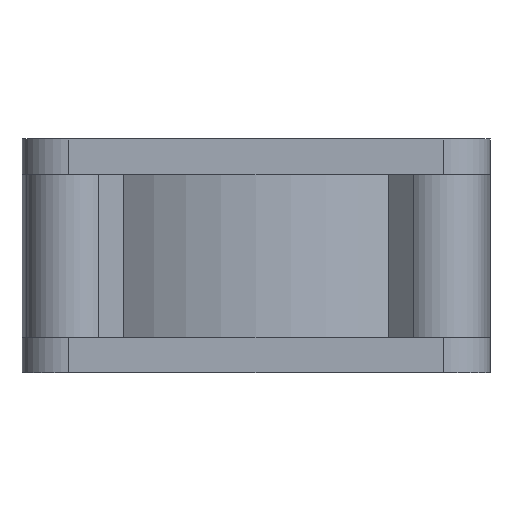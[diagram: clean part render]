
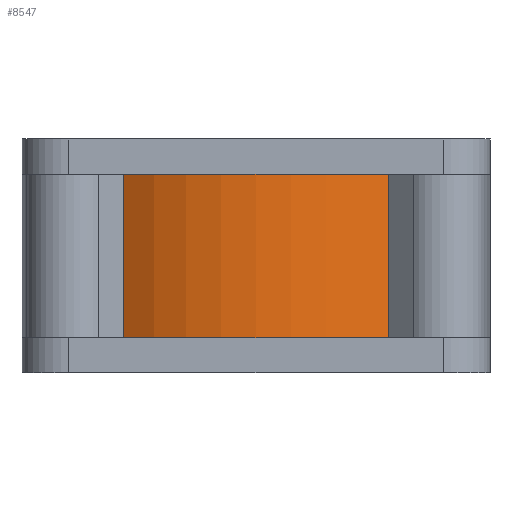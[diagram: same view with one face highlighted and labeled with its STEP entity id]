
A CAD part, front view. The second image highlights one B-rep face of the part: STEP entity #8547.
In plain terms, the highlighted cylindrical face has radius 20 mm (diameter 40 mm), a partial arc.
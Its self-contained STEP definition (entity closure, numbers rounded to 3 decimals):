
#332 = VECTOR ( 'NONE', #1656, 1000. ) ;
#525 = DIRECTION ( 'NONE',  ( 0., 0., -1. ) ) ;
#588 = ORIENTED_EDGE ( 'NONE', *, *, #721, .F. ) ;
#721 = EDGE_CURVE ( 'NONE', #8860, #1928, #10893, .T. ) ;
#962 = CARTESIAN_POINT ( 'NONE',  ( 11.366, -16.457, 17. ) ) ;
#1035 = ORIENTED_EDGE ( 'NONE', *, *, #10131, .T. ) ;
#1133 = CIRCLE ( 'NONE', #7323, 20. ) ;
#1562 = DIRECTION ( 'NONE',  ( 0., 0., -1. ) ) ;
#1656 = DIRECTION ( 'NONE',  ( 0., 0., -1. ) ) ;
#1691 = AXIS2_PLACEMENT_3D ( 'NONE', #8373, #3351, #5936 ) ;
#1928 = VERTEX_POINT ( 'NONE', #2662 ) ;
#2218 = CARTESIAN_POINT ( 'NONE',  ( 11.366, -16.457, 3. ) ) ;
#2285 = DIRECTION ( 'NONE',  ( -1., 0., 0. ) ) ;
#2358 = DIRECTION ( 'NONE',  ( -1., 0., 0. ) ) ;
#2391 = ORIENTED_EDGE ( 'NONE', *, *, #7102, .F. ) ;
#2620 = CARTESIAN_POINT ( 'NONE',  ( 0., 0., 3. ) ) ;
#2662 = CARTESIAN_POINT ( 'NONE',  ( -11.366, -16.457, 3. ) ) ;
#2687 = EDGE_CURVE ( 'NONE', #2936, #1928, #10912, .T. ) ;
#2936 = VERTEX_POINT ( 'NONE', #7038 ) ;
#3064 = EDGE_CURVE ( 'NONE', #9623, #8904, #6518, .T. ) ;
#3131 = CARTESIAN_POINT ( 'NONE',  ( 0., 0., 3. ) ) ;
#3134 = CARTESIAN_POINT ( 'NONE',  ( 0., -20., 17. ) ) ;
#3202 = FACE_OUTER_BOUND ( 'NONE', #10909, .T. ) ;
#3339 = DIRECTION ( 'NONE',  ( 0., 0., -1. ) ) ;
#3351 = DIRECTION ( 'NONE',  ( 0., 0., -1. ) ) ;
#3641 = ORIENTED_EDGE ( 'NONE', *, *, #2687, .T. ) ;
#3878 = VERTEX_POINT ( 'NONE', #3134 ) ;
#3900 = VECTOR ( 'NONE', #4030, 1000. ) ;
#3965 = AXIS2_PLACEMENT_3D ( 'NONE', #3131, #525, #2285 ) ;
#4030 = DIRECTION ( 'NONE',  ( 0., 0., -1. ) ) ;
#4370 = AXIS2_PLACEMENT_3D ( 'NONE', #2620, #3339, #6701 ) ;
#4831 = DIRECTION ( 'NONE',  ( -1., 0., 0. ) ) ;
#5124 = ORIENTED_EDGE ( 'NONE', *, *, #7081, .T. ) ;
#5150 = CARTESIAN_POINT ( 'NONE',  ( -11.366, -16.457, 17. ) ) ;
#5538 = CIRCLE ( 'NONE', #3965, 20. ) ;
#5936 = DIRECTION ( 'NONE',  ( -1., 0., 0. ) ) ;
#6512 = CARTESIAN_POINT ( 'NONE',  ( 0., 0., 17. ) ) ;
#6518 = LINE ( 'NONE', #9855, #3900 ) ;
#6650 = CARTESIAN_POINT ( 'NONE',  ( 0., 0., 17. ) ) ;
#6687 = ORIENTED_EDGE ( 'NONE', *, *, #3064, .F. ) ;
#6701 = DIRECTION ( 'NONE',  ( -1., 0., 0. ) ) ;
#7038 = CARTESIAN_POINT ( 'NONE',  ( -11.366, -16.457, 17. ) ) ;
#7081 = EDGE_CURVE ( 'NONE', #3878, #2936, #1133, .T. ) ;
#7102 = EDGE_CURVE ( 'NONE', #8904, #8860, #5538, .T. ) ;
#7323 = AXIS2_PLACEMENT_3D ( 'NONE', #6650, #1562, #4831 ) ;
#8168 = CYLINDRICAL_SURFACE ( 'NONE', #9439, 20. ) ;
#8373 = CARTESIAN_POINT ( 'NONE',  ( 0., 0., 17. ) ) ;
#8406 = CIRCLE ( 'NONE', #1691, 20. ) ;
#8547 = ADVANCED_FACE ( 'NONE', ( #3202 ), #8168, .T. ) ;
#8860 = VERTEX_POINT ( 'NONE', #10686 ) ;
#8904 = VERTEX_POINT ( 'NONE', #2218 ) ;
#9439 = AXIS2_PLACEMENT_3D ( 'NONE', #6512, #9954, #2358 ) ;
#9623 = VERTEX_POINT ( 'NONE', #962 ) ;
#9855 = CARTESIAN_POINT ( 'NONE',  ( 11.366, -16.457, 17. ) ) ;
#9954 = DIRECTION ( 'NONE',  ( 0., 0., -1. ) ) ;
#10131 = EDGE_CURVE ( 'NONE', #9623, #3878, #8406, .T. ) ;
#10686 = CARTESIAN_POINT ( 'NONE',  ( 0., -20., 3. ) ) ;
#10893 = CIRCLE ( 'NONE', #4370, 20. ) ;
#10909 = EDGE_LOOP ( 'NONE', ( #1035, #5124, #3641, #588, #2391, #6687 ) ) ;
#10912 = LINE ( 'NONE', #5150, #332 ) ;
